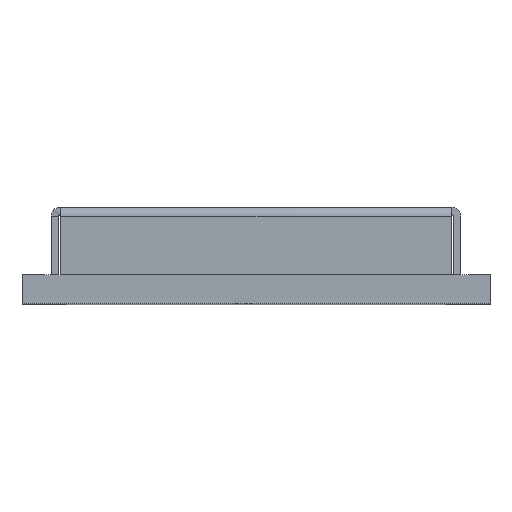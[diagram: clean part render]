
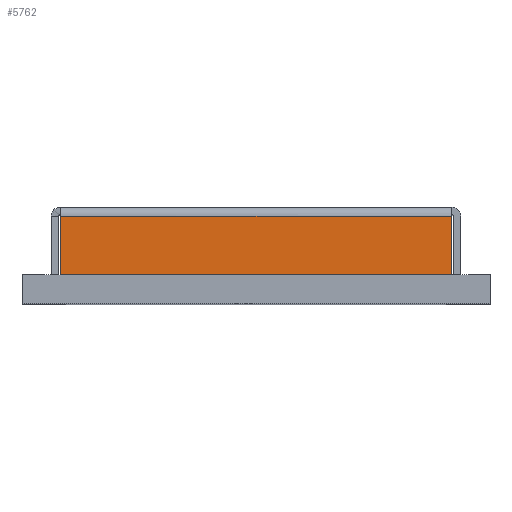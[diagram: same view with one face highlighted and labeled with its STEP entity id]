
A CAD part, top view. The second image highlights one B-rep face of the part: STEP entity #5762.
In plain terms, the highlighted planar face has unit normal (0, 0, 1).
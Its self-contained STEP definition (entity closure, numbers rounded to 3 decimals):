
#251 = EDGE_CURVE ( 'NONE', #7193, #5660, #5832, .T. ) ;
#307 = CARTESIAN_POINT ( 'NONE',  ( -6.679, 3., 8. ) ) ;
#321 = CARTESIAN_POINT ( 'NONE',  ( 6.679, 27.86, 8. ) ) ;
#504 = CARTESIAN_POINT ( 'NONE',  ( -6.679, 3., 8. ) ) ;
#1315 = ORIENTED_EDGE ( 'NONE', *, *, #6049, .T. ) ;
#1485 = DIRECTION ( 'NONE',  ( 0., 0., -1. ) ) ;
#1693 = EDGE_LOOP ( 'NONE', ( #1315, #9244, #7622, #4004 ) ) ;
#3537 = DIRECTION ( 'NONE',  ( 0., -1., 0. ) ) ;
#3700 = VECTOR ( 'NONE', #10586, 1000. ) ;
#3960 = FACE_OUTER_BOUND ( 'NONE', #1693, .T. ) ;
#4004 = ORIENTED_EDGE ( 'NONE', *, *, #10103, .T. ) ;
#5425 = CARTESIAN_POINT ( 'NONE',  ( 0., 1., 8. ) ) ;
#5660 = VERTEX_POINT ( 'NONE', #504 ) ;
#5762 = ADVANCED_FACE ( 'NONE', ( #3960 ), #7631, .F. ) ;
#5832 = LINE ( 'NONE', #307, #11165 ) ;
#6049 = EDGE_CURVE ( 'NONE', #6600, #7193, #9113, .T. ) ;
#6055 = LINE ( 'NONE', #5425, #3700 ) ;
#6090 = AXIS2_PLACEMENT_3D ( 'NONE', #6782, #1485, #7670 ) ;
#6399 = VECTOR ( 'NONE', #9102, 1000. ) ;
#6571 = DIRECTION ( 'NONE',  ( -1., 0., 0. ) ) ;
#6600 = VERTEX_POINT ( 'NONE', #10855 ) ;
#6782 = CARTESIAN_POINT ( 'NONE',  ( 0., 27.86, 8. ) ) ;
#7193 = VERTEX_POINT ( 'NONE', #10585 ) ;
#7622 = ORIENTED_EDGE ( 'NONE', *, *, #8341, .T. ) ;
#7631 = PLANE ( 'NONE',  #6090 ) ;
#7670 = DIRECTION ( 'NONE',  ( -1., 0., 0. ) ) ;
#8277 = VECTOR ( 'NONE', #3537, 1000. ) ;
#8341 = EDGE_CURVE ( 'NONE', #5660, #10129, #9226, .T. ) ;
#8793 = CARTESIAN_POINT ( 'NONE',  ( -6.679, 1., 8. ) ) ;
#9102 = DIRECTION ( 'NONE',  ( 0., 1., 0. ) ) ;
#9113 = LINE ( 'NONE', #321, #6399 ) ;
#9226 = LINE ( 'NONE', #8793, #8277 ) ;
#9244 = ORIENTED_EDGE ( 'NONE', *, *, #251, .T. ) ;
#9782 = CARTESIAN_POINT ( 'NONE',  ( -6.679, 1., 8. ) ) ;
#10103 = EDGE_CURVE ( 'NONE', #10129, #6600, #6055, .T. ) ;
#10129 = VERTEX_POINT ( 'NONE', #9782 ) ;
#10585 = CARTESIAN_POINT ( 'NONE',  ( 6.679, 3., 8. ) ) ;
#10586 = DIRECTION ( 'NONE',  ( 1., 0., 0. ) ) ;
#10855 = CARTESIAN_POINT ( 'NONE',  ( 6.679, 1., 8. ) ) ;
#11165 = VECTOR ( 'NONE', #6571, 1000. ) ;
